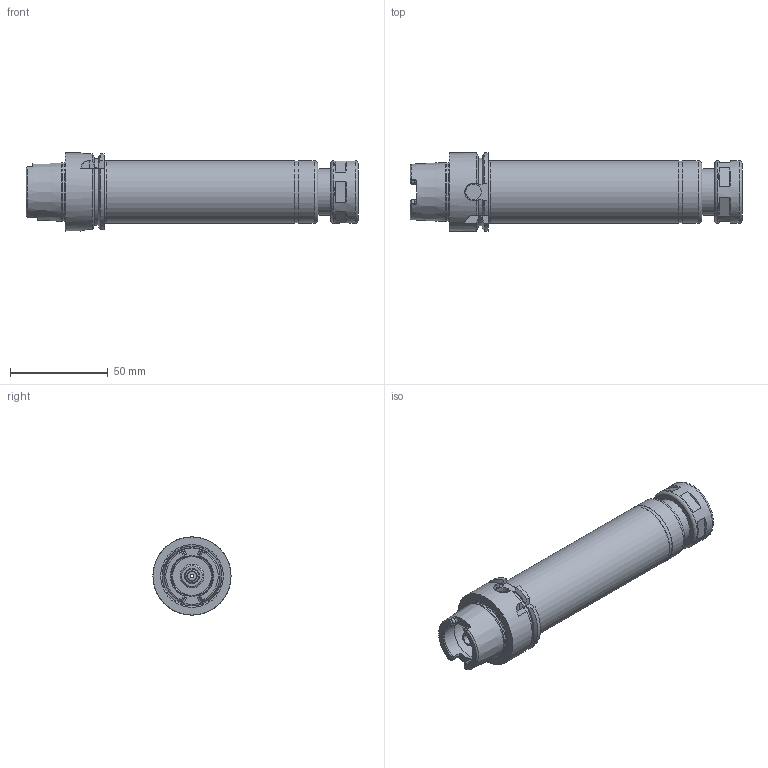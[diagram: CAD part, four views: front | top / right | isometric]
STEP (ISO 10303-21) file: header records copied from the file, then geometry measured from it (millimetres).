
FILE_DESCRIPTION((''),'2;1');
FILE_NAME('536013112150-3D.stp','2020-01-06T19:18:02',('nttooll'),(''),'Autodesk Inventor 2012','Autodesk Inventor 2012','');
FILE_SCHEMA(('AUTOMOTIVE_DESIGN { 1 0 10303 214 1 1 1 1 }'));
Length unit declared in the file: millimetre
Products named in the file (1): 536013112150-3D
Bounding box: 170 x 40 x 40 mm (x, y, z)
Volume: 108303.6 mm3; surface area: 30645.6 mm2
Topology: 1 solids, 1 shells, 192 faces, 427 edges, 264 vertices
Faces by surface type: plane 87, cylinder 53, cone 31, torus 21
Full cylindrical faces by diameter (mm): 2 x1, 4.5 x1, 5 x2, 5.103 x1, 6.5 x1, 7.5 x1, 8 x2, 9.57 x1, 12 x1, 12.8 x2, 12.9 x1, 14 x2, 14.5 x1, 17 x1, 18.2 x1, 20.5 x1, 21 x1, 21.8 x1, 24 x2, 25.5 x1, 29.8 x1, 31.6 x1, 32 x3, 40 x1
Entity records: 5119 total; most frequent: CARTESIAN_POINT 1066, DIRECTION 881, ORIENTED_EDGE 722, AXIS2_PLACEMENT_3D 371, EDGE_CURVE 361, EDGE_LOOP 281, VERTEX_POINT 258, FACE_OUTER_BOUND 192
